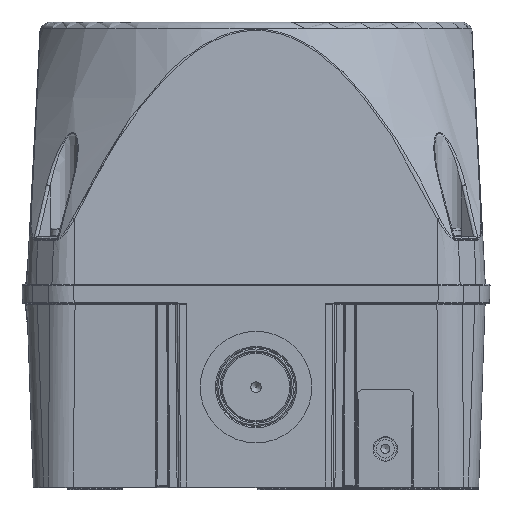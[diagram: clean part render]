
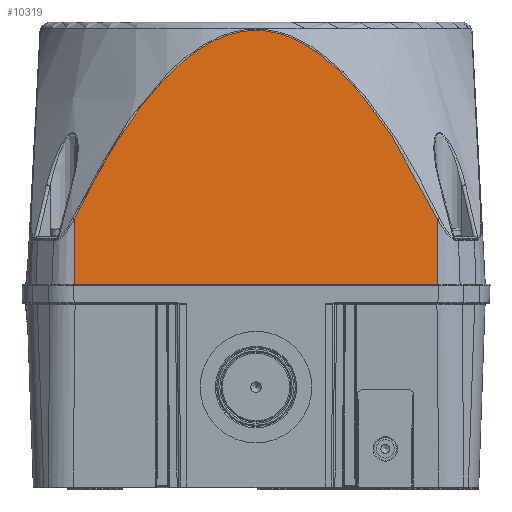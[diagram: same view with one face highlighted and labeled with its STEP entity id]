
A CAD part, front view. The second image highlights one B-rep face of the part: STEP entity #10319.
In plain terms, the highlighted planar face has unit normal (0, -0.999, 0.052).
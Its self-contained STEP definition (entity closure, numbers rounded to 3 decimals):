
#1643=PLANE('',#36890);
#2336=LINE('',#53986,#4502);
#2337=LINE('',#54014,#4503);
#2338=LINE('',#54016,#4504);
#4502=VECTOR('',#41683,1.);
#4503=VECTOR('',#41684,1.);
#4504=VECTOR('',#41685,1.);
#7559=FACE_OUTER_BOUND('',#13406,.T.);
#9596=B_SPLINE_CURVE_WITH_KNOTS('',3,(#53989,#53990,#53991,#53992,#53993,
#53994,#53995,#53996,#53997,#53998,#53999,#54000,#54001,#54002,#54003,#54004,
#54005,#54006,#54007,#54008,#54009,#54010,#54011,#54012),.UNSPECIFIED.,.F.,
 .F.,(4,2,2,2,2,2,2,2,2,2,2,4),(0.,0.125,0.25,0.312,0.375,
0.438,0.5,0.563,0.625,0.75,0.875,1.),.UNSPECIFIED.);
#10319=ADVANCED_FACE('',(#7559),#1643,.T.);
#13406=EDGE_LOOP('',(#16354,#16355,#16356,#16357));
#16354=ORIENTED_EDGE('',*,*,#29954,.T.);
#16355=ORIENTED_EDGE('',*,*,#29955,.T.);
#16356=ORIENTED_EDGE('',*,*,#29956,.T.);
#16357=ORIENTED_EDGE('',*,*,#29957,.T.);
#26615=VERTEX_POINT('',#53987);
#26616=VERTEX_POINT('',#53988);
#26617=VERTEX_POINT('',#54013);
#26618=VERTEX_POINT('',#54015);
#29954=EDGE_CURVE('',#26615,#26616,#2336,.T.);
#29955=EDGE_CURVE('',#26616,#26617,#9596,.T.);
#29956=EDGE_CURVE('',#26617,#26618,#2337,.T.);
#29957=EDGE_CURVE('',#26618,#26615,#2338,.T.);
#36890=AXIS2_PLACEMENT_3D('',#54017,#41686,#41687);
#41683=DIRECTION('',(0.,0.052,0.999));
#41684=DIRECTION('',(0.,-0.052,-0.999));
#41685=DIRECTION('',(1.,0.,0.));
#41686=DIRECTION('',(0.,-0.999,0.052));
#41687=DIRECTION('',(0.,-0.052,-0.999));
#53986=CARTESIAN_POINT('',(51.263,-64.249,1.45));
#53987=CARTESIAN_POINT('',(51.263,-64.249,1.45));
#53988=CARTESIAN_POINT('',(51.263,-63.24,20.708));
#53989=CARTESIAN_POINT('',(51.263,-63.24,20.708));
#53990=CARTESIAN_POINT('',(48.495,-62.934,26.549));
#53991=CARTESIAN_POINT('',(45.519,-62.634,32.269));
#53992=CARTESIAN_POINT('',(38.992,-62.052,43.376));
#53993=CARTESIAN_POINT('',(35.432,-61.768,48.794));
#53994=CARTESIAN_POINT('',(29.427,-61.369,56.405));
#53995=CARTESIAN_POINT('',(27.319,-61.241,58.847));
#53996=CARTESIAN_POINT('',(22.793,-61.,63.458));
#53997=CARTESIAN_POINT('',(20.361,-60.886,65.637));
#53998=CARTESIAN_POINT('',(15.154,-60.686,69.44));
#53999=CARTESIAN_POINT('',(12.328,-60.599,71.097));
#54000=CARTESIAN_POINT('',(6.289,-60.477,73.436));
#54001=CARTESIAN_POINT('',(3.042,-60.442,74.097));
#54002=CARTESIAN_POINT('',(-3.406,-60.445,74.048));
#54003=CARTESIAN_POINT('',(-6.644,-60.482,73.337));
#54004=CARTESIAN_POINT('',(-12.629,-60.608,70.938));
#54005=CARTESIAN_POINT('',(-15.443,-60.696,69.256));
#54006=CARTESIAN_POINT('',(-23.22,-60.998,63.49));
#54007=CARTESIAN_POINT('',(-27.627,-61.249,58.711));
#54008=CARTESIAN_POINT('',(-35.573,-61.779,48.588));
#54009=CARTESIAN_POINT('',(-39.078,-62.059,43.238));
#54010=CARTESIAN_POINT('',(-45.55,-62.638,32.207));
#54011=CARTESIAN_POINT('',(-48.508,-62.936,26.52));
#54012=CARTESIAN_POINT('',(-51.263,-63.24,20.708));
#54013=CARTESIAN_POINT('',(-51.263,-63.24,20.708));
#54014=CARTESIAN_POINT('',(-51.263,-64.249,1.45));
#54015=CARTESIAN_POINT('',(-51.263,-64.249,1.45));
#54016=CARTESIAN_POINT('',(64.749,-64.249,1.45));
#54017=CARTESIAN_POINT('',(0.,-64.249,1.45));
